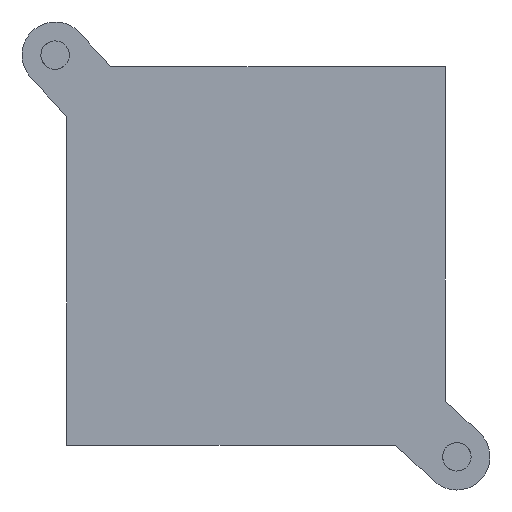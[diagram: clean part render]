
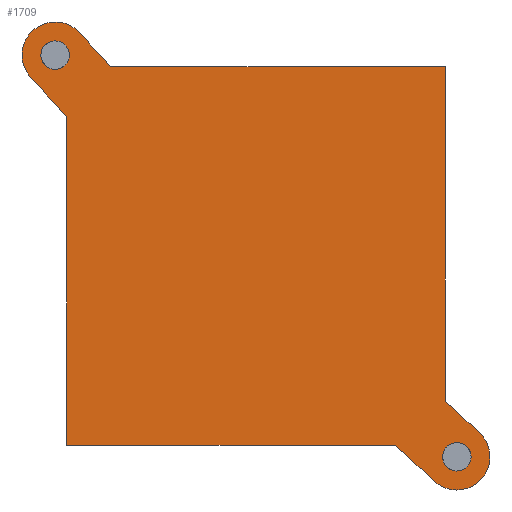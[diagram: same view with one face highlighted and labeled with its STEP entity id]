
A CAD part, front view. The second image highlights one B-rep face of the part: STEP entity #1709.
In plain terms, the highlighted planar face has unit normal (0, -1, 0).
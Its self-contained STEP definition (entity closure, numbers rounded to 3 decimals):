
#451 = DIRECTION ( 'NONE',  ( 0., 0., 1. ) ) ;
#570 = EDGE_CURVE ( 'NONE', #2550, #26724, #27541, .T. ) ;
#1304 = LINE ( 'NONE', #27992, #14048 ) ;
#1460 = EDGE_CURVE ( 'NONE', #32268, #33930, #29234, .T. ) ;
#1709 = ADVANCED_FACE ( 'NONE', ( #16703, #30343, #30573 ), #36994, .F. ) ;
#1874 = LINE ( 'NONE', #5405, #37954 ) ;
#2467 = EDGE_CURVE ( 'NONE', #3010, #36055, #7407, .T. ) ;
#2550 = VERTEX_POINT ( 'NONE', #23879 ) ;
#2590 = VERTEX_POINT ( 'NONE', #19704 ) ;
#2756 = VERTEX_POINT ( 'NONE', #28052 ) ;
#2843 = VECTOR ( 'NONE', #37247, 1000. ) ;
#2868 = ORIENTED_EDGE ( 'NONE', *, *, #1460, .T. ) ;
#3010 = VERTEX_POINT ( 'NONE', #32876 ) ;
#3792 = CARTESIAN_POINT ( 'NONE',  ( -21.213, 0., 21.213 ) ) ;
#4011 = EDGE_CURVE ( 'NONE', #33116, #27903, #11002, .T. ) ;
#4249 = DIRECTION ( 'NONE',  ( 0.677, 0., -0.736 ) ) ;
#4292 = CARTESIAN_POINT ( 'NONE',  ( 21.213, 0., -22.713 ) ) ;
#4576 = DIRECTION ( 'NONE',  ( 0., 1., 0. ) ) ;
#5311 = EDGE_CURVE ( 'NONE', #18478, #26724, #1874, .T. ) ;
#5405 = CARTESIAN_POINT ( 'NONE',  ( 1.664, 0., 1.532 ) ) ;
#5917 = EDGE_CURVE ( 'NONE', #2550, #27903, #16521, .T. ) ;
#6202 = EDGE_LOOP ( 'NONE', ( #31727, #41808 ) ) ;
#7394 = ORIENTED_EDGE ( 'NONE', *, *, #39376, .F. ) ;
#7407 = LINE ( 'NONE', #14654, #25099 ) ;
#10605 = DIRECTION ( 'NONE',  ( 0., -1., 0. ) ) ;
#10782 = ORIENTED_EDGE ( 'NONE', *, *, #37204, .F. ) ;
#10828 = CARTESIAN_POINT ( 'NONE',  ( -20., 0., -20. ) ) ;
#11002 = LINE ( 'NONE', #17610, #29299 ) ;
#11081 = ORIENTED_EDGE ( 'NONE', *, *, #4011, .T. ) ;
#12143 = CIRCLE ( 'NONE', #36812, 1.5 ) ;
#12757 = EDGE_CURVE ( 'NONE', #27871, #2756, #18067, .T. ) ;
#13158 = DIRECTION ( 'NONE',  ( 0., 0., 1. ) ) ;
#13181 = CARTESIAN_POINT ( 'NONE',  ( -21.213, 0., 21.213 ) ) ;
#13560 = VECTOR ( 'NONE', #17613, 1000. ) ;
#14000 = CARTESIAN_POINT ( 'NONE',  ( 21.213, 0., -21.213 ) ) ;
#14048 = VECTOR ( 'NONE', #41436, 1000. ) ;
#14364 = CARTESIAN_POINT ( 'NONE',  ( -3.486, 0., -3.209 ) ) ;
#14654 = CARTESIAN_POINT ( 'NONE',  ( -20., 0., 0. ) ) ;
#14691 = CARTESIAN_POINT ( 'NONE',  ( 21.213, 0., -21.213 ) ) ;
#14883 = DIRECTION ( 'NONE',  ( 0., 1., 0. ) ) ;
#16148 = AXIS2_PLACEMENT_3D ( 'NONE', #18438, #14883, #35451 ) ;
#16521 = LINE ( 'NONE', #37468, #2843 ) ;
#16680 = AXIS2_PLACEMENT_3D ( 'NONE', #17647, #10605, #451 ) ;
#16703 = FACE_OUTER_BOUND ( 'NONE', #31467, .T. ) ;
#17610 = CARTESIAN_POINT ( 'NONE',  ( 1.532, 0., 1.664 ) ) ;
#17613 = DIRECTION ( 'NONE',  ( -1., 0., 0. ) ) ;
#17647 = CARTESIAN_POINT ( 'NONE',  ( -21.213, 0., 21.213 ) ) ;
#17920 = ORIENTED_EDGE ( 'NONE', *, *, #5311, .F. ) ;
#18067 = CIRCLE ( 'NONE', #16680, 1.5 ) ;
#18438 = CARTESIAN_POINT ( 'NONE',  ( 21.213, 0., -21.213 ) ) ;
#18478 = VERTEX_POINT ( 'NONE', #22256 ) ;
#18610 = DIRECTION ( 'NONE',  ( 0., 0., 1. ) ) ;
#18681 = EDGE_CURVE ( 'NONE', #32063, #34348, #37702, .T. ) ;
#19704 = CARTESIAN_POINT ( 'NONE',  ( -23.788, 0., 18.843 ) ) ;
#20716 = ORIENTED_EDGE ( 'NONE', *, *, #35823, .T. ) ;
#20839 = DIRECTION ( 'NONE',  ( 0., 0., -1. ) ) ;
#20878 = DIRECTION ( 'NONE',  ( 0., 0., 1. ) ) ;
#21966 = CIRCLE ( 'NONE', #33258, 1.5 ) ;
#22256 = CARTESIAN_POINT ( 'NONE',  ( -18.638, 0., 23.584 ) ) ;
#22879 = DIRECTION ( 'NONE',  ( 0., 0., 1. ) ) ;
#23660 = VERTEX_POINT ( 'NONE', #42150 ) ;
#23865 = CIRCLE ( 'NONE', #16148, 3.5 ) ;
#23879 = CARTESIAN_POINT ( 'NONE',  ( 20., 0., 20. ) ) ;
#25052 = ORIENTED_EDGE ( 'NONE', *, *, #2467, .T. ) ;
#25099 = VECTOR ( 'NONE', #20839, 1000. ) ;
#25129 = AXIS2_PLACEMENT_3D ( 'NONE', #3792, #40413, #36907 ) ;
#25353 = EDGE_CURVE ( 'NONE', #33930, #32268, #21966, .T. ) ;
#25421 = CARTESIAN_POINT ( 'NONE',  ( 23.584, 0., -18.638 ) ) ;
#25434 = DIRECTION ( 'NONE',  ( 0., 1., 0. ) ) ;
#26411 = DIRECTION ( 'NONE',  ( 0., -1., 0. ) ) ;
#26724 = VERTEX_POINT ( 'NONE', #36216 ) ;
#27242 = ORIENTED_EDGE ( 'NONE', *, *, #28794, .T. ) ;
#27342 = VECTOR ( 'NONE', #4249, 1000. ) ;
#27541 = LINE ( 'NONE', #33931, #13560 ) ;
#27862 = LINE ( 'NONE', #14364, #27342 ) ;
#27871 = VERTEX_POINT ( 'NONE', #38130 ) ;
#27903 = VERTEX_POINT ( 'NONE', #31475 ) ;
#27992 = CARTESIAN_POINT ( 'NONE',  ( 0., 0., -20. ) ) ;
#28052 = CARTESIAN_POINT ( 'NONE',  ( -21.213, 0., 19.713 ) ) ;
#28157 = DIRECTION ( 'NONE',  ( 0., 0., 1. ) ) ;
#28549 = AXIS2_PLACEMENT_3D ( 'NONE', #43393, #33653, #13158 ) ;
#28731 = EDGE_CURVE ( 'NONE', #23660, #32063, #43483, .T. ) ;
#28794 = EDGE_CURVE ( 'NONE', #18478, #2590, #30772, .T. ) ;
#29121 = EDGE_LOOP ( 'NONE', ( #38310, #2868 ) ) ;
#29148 = CARTESIAN_POINT ( 'NONE',  ( 14.728, 0., -20. ) ) ;
#29234 = CIRCLE ( 'NONE', #32755, 1.5 ) ;
#29299 = VECTOR ( 'NONE', #38148, 1000. ) ;
#29776 = ORIENTED_EDGE ( 'NONE', *, *, #18681, .F. ) ;
#30343 = FACE_BOUND ( 'NONE', #29121, .T. ) ;
#30573 = FACE_BOUND ( 'NONE', #6202, .T. ) ;
#30772 = CIRCLE ( 'NONE', #25129, 3.5 ) ;
#31467 = EDGE_LOOP ( 'NONE', ( #10782, #29776, #42063, #7394, #11081, #34065, #38679, #17920, #27242, #20716, #25052 ) ) ;
#31475 = CARTESIAN_POINT ( 'NONE',  ( 20., 0., -15.339 ) ) ;
#31727 = ORIENTED_EDGE ( 'NONE', *, *, #32547, .F. ) ;
#32063 = VERTEX_POINT ( 'NONE', #43299 ) ;
#32268 = VERTEX_POINT ( 'NONE', #36204 ) ;
#32547 = EDGE_CURVE ( 'NONE', #2756, #27871, #12143, .T. ) ;
#32755 = AXIS2_PLACEMENT_3D ( 'NONE', #14691, #35256, #20878 ) ;
#32876 = CARTESIAN_POINT ( 'NONE',  ( -20., 0., 14.728 ) ) ;
#33116 = VERTEX_POINT ( 'NONE', #25421 ) ;
#33258 = AXIS2_PLACEMENT_3D ( 'NONE', #42208, #25434, #18610 ) ;
#33653 = DIRECTION ( 'NONE',  ( 0., 1., 0. ) ) ;
#33930 = VERTEX_POINT ( 'NONE', #4292 ) ;
#33931 = CARTESIAN_POINT ( 'NONE',  ( 0., 0., 20. ) ) ;
#34065 = ORIENTED_EDGE ( 'NONE', *, *, #5917, .F. ) ;
#34348 = VERTEX_POINT ( 'NONE', #29148 ) ;
#35022 = CARTESIAN_POINT ( 'NONE',  ( -3.209, 0., -3.486 ) ) ;
#35256 = DIRECTION ( 'NONE',  ( 0., 1., 0. ) ) ;
#35451 = DIRECTION ( 'NONE',  ( 0., 0., 1. ) ) ;
#35823 = EDGE_CURVE ( 'NONE', #2590, #3010, #27862, .T. ) ;
#36055 = VERTEX_POINT ( 'NONE', #10828 ) ;
#36204 = CARTESIAN_POINT ( 'NONE',  ( 21.213, 0., -19.713 ) ) ;
#36216 = CARTESIAN_POINT ( 'NONE',  ( -15.339, 0., 20. ) ) ;
#36812 = AXIS2_PLACEMENT_3D ( 'NONE', #13181, #26411, #22879 ) ;
#36907 = DIRECTION ( 'NONE',  ( 0., 0., 1. ) ) ;
#36994 = PLANE ( 'NONE',  #28549 ) ;
#37204 = EDGE_CURVE ( 'NONE', #34348, #36055, #1304, .T. ) ;
#37247 = DIRECTION ( 'NONE',  ( 0., 0., -1. ) ) ;
#37468 = CARTESIAN_POINT ( 'NONE',  ( 20., 0., 0. ) ) ;
#37702 = LINE ( 'NONE', #35022, #38155 ) ;
#37905 = DIRECTION ( 'NONE',  ( -0.736, 0., 0.677 ) ) ;
#37954 = VECTOR ( 'NONE', #42415, 1000. ) ;
#38130 = CARTESIAN_POINT ( 'NONE',  ( -21.213, 0., 22.713 ) ) ;
#38148 = DIRECTION ( 'NONE',  ( -0.736, 0., 0.677 ) ) ;
#38155 = VECTOR ( 'NONE', #37905, 1000. ) ;
#38310 = ORIENTED_EDGE ( 'NONE', *, *, #25353, .T. ) ;
#38679 = ORIENTED_EDGE ( 'NONE', *, *, #570, .T. ) ;
#39376 = EDGE_CURVE ( 'NONE', #33116, #23660, #23865, .T. ) ;
#39956 = AXIS2_PLACEMENT_3D ( 'NONE', #14000, #4576, #28157 ) ;
#40413 = DIRECTION ( 'NONE',  ( 0., -1., 0. ) ) ;
#41436 = DIRECTION ( 'NONE',  ( -1., 0., 0. ) ) ;
#41808 = ORIENTED_EDGE ( 'NONE', *, *, #12757, .F. ) ;
#42063 = ORIENTED_EDGE ( 'NONE', *, *, #28731, .F. ) ;
#42150 = CARTESIAN_POINT ( 'NONE',  ( 21.213, 0., -24.713 ) ) ;
#42208 = CARTESIAN_POINT ( 'NONE',  ( 21.213, 0., -21.213 ) ) ;
#42415 = DIRECTION ( 'NONE',  ( 0.677, 0., -0.736 ) ) ;
#43299 = CARTESIAN_POINT ( 'NONE',  ( 18.843, 0., -23.788 ) ) ;
#43393 = CARTESIAN_POINT ( 'NONE',  ( 0., 0., 0. ) ) ;
#43483 = CIRCLE ( 'NONE', #39956, 3.5 ) ;
